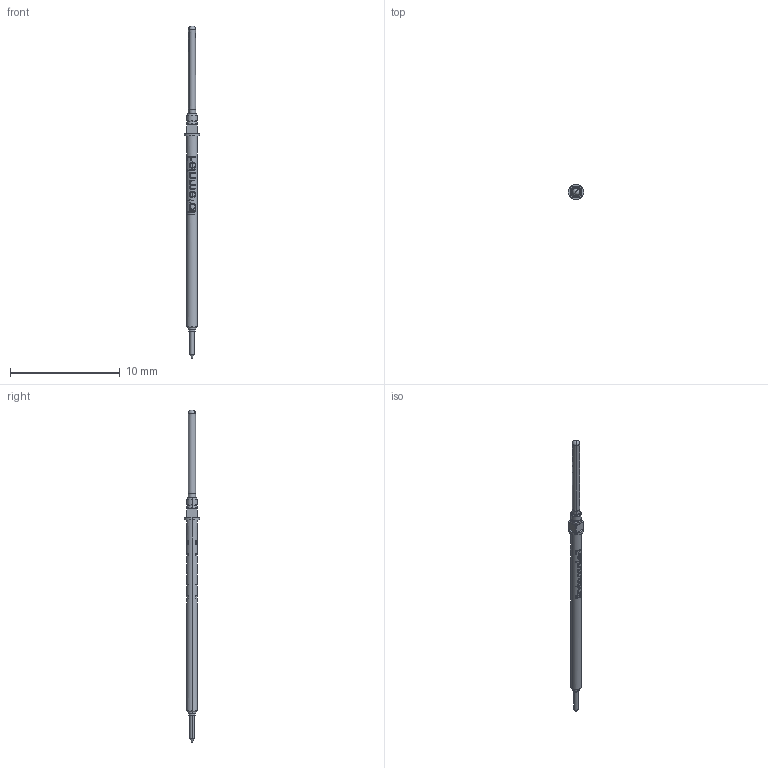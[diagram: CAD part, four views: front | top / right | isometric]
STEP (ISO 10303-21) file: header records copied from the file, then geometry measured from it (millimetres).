
FILE_DESCRIPTION (( 'STEP AP214' ), '1' );
FILE_NAME ('MOD-F86311B064Gxxx~-a.STEP', '2021-06-23T12:34:22', ( '' ), ( '' ), 'SwSTEP 2.0', 'SolidWorks 2020', '' );
FILE_SCHEMA (( 'AUTOMOTIVE_DESIGN' ));
Length unit declared in the file: millimetre
Products named in the file (1): MOD-F86311B064Gxxx~-a
Bounding box: 1.4 x 1.4 x 30.2 mm (x, y, z)
Volume: 18.5 mm3; surface area: 84.8 mm2
Topology: 1 solids, 1 shells, 300 faces, 776 edges, 512 vertices
Faces by surface type: plane 140, bspline 102, cylinder 42, cone 8, torus 8
Entity records: 15078 total; most frequent: CARTESIAN_POINT 8218, ORIENTED_EDGE 1552, DIRECTION 1036, EDGE_CURVE 776, VERTEX_POINT 512, AXIS2_PLACEMENT_3D 387, EDGE_LOOP 334, B_SPLINE_CURVE_WITH_KNOTS 326
